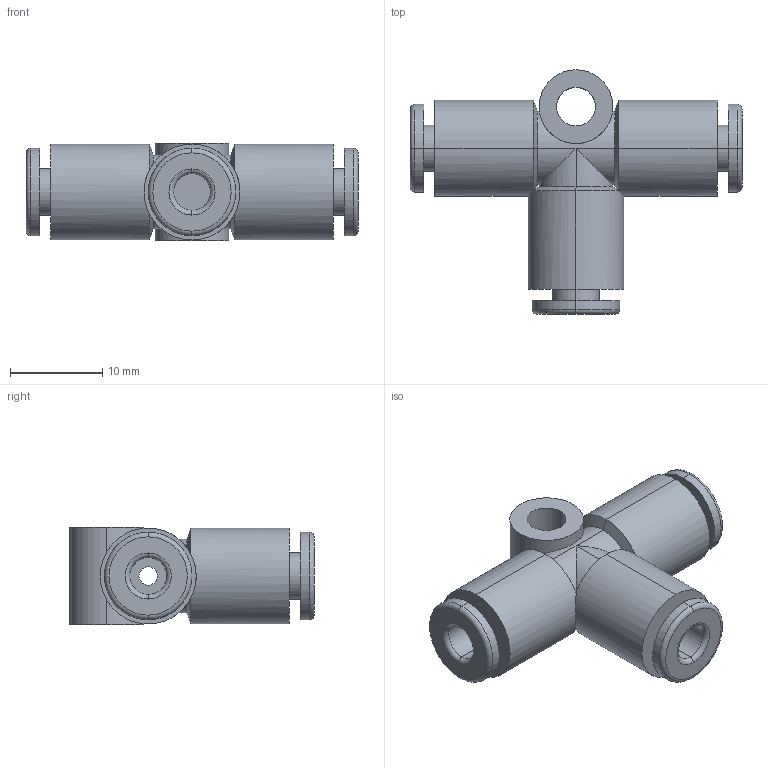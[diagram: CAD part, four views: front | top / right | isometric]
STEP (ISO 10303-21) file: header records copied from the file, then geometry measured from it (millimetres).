
FILE_DESCRIPTION (( 'STEP AP203' ), '1' );
FILE_NAME ('KQ2T04-00.step.step', '2010-06-02T12:46:50', ( 'sysAdmin' ), ( 'SolidWorks' ), 'SwSTEP 2.0', 'SolidWorks 2010', '' );
FILE_SCHEMA (( 'CONFIG_CONTROL_DESIGN' ));
Length unit declared in the file: millimetre
Products named in the file (2): KQ2T04-00.step; KQ2T04-00.step_KQ2T_04-00
Assembly tree (1 placements, depth 2):
  KQ2T04-00.step
    KQ2T04-00.step_KQ2T_04-00
Bounding box: 36 x 26.5 x 10.6 mm (x, y, z)
Volume: 3299.2 mm3; surface area: 2998.3 mm2
Topology: 1 solids, 1 shells, 67 faces, 144 edges, 86 vertices
Faces by surface type: cylinder 35, plane 14, torus 12, cone 6
Entity records: 2154 total; most frequent: CARTESIAN_POINT 431, DIRECTION 372, ORIENTED_EDGE 288, AXIS2_PLACEMENT_3D 165, EDGE_CURVE 144, CIRCLE 94, VERTEX_POINT 86, EDGE_LOOP 82
